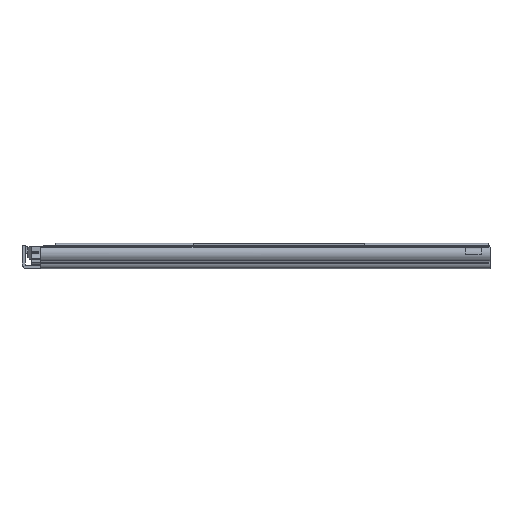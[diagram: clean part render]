
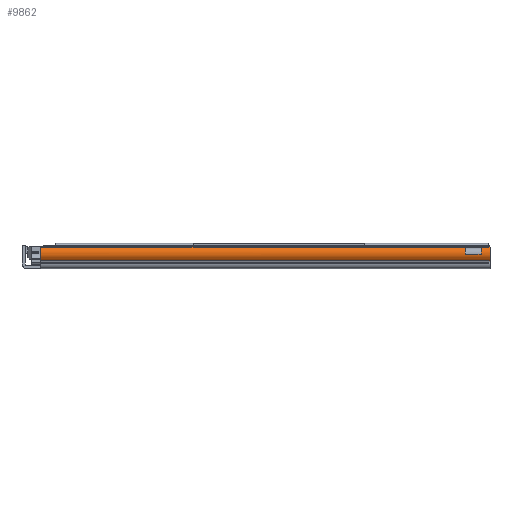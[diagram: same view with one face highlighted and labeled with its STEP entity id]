
A CAD part, left-side view. The second image highlights one B-rep face of the part: STEP entity #9862.
In plain terms, the highlighted cylindrical face has radius 6.5 mm (diameter 13 mm), a partial arc.
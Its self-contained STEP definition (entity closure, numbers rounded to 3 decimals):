
#483=CYLINDRICAL_SURFACE('',#10400,6.5);
#686=FACE_OUTER_BOUND('',#1200,.T.);
#1200=EDGE_LOOP('',(#6655,#6656,#6657,#6658,#6659,#6660,#6661,#6662));
#1787=LINE('',#14259,#2776);
#1805=LINE('',#14315,#2794);
#1806=LINE('',#14319,#2795);
#1807=LINE('',#14322,#2796);
#2776=VECTOR('',#11353,12.);
#2794=VECTOR('',#11407,322.55);
#2795=VECTOR('',#11410,341.3);
#2796=VECTOR('',#11413,6.75);
#3761=CIRCLE('',#10377,6.5);
#3765=CIRCLE('',#10385,6.5);
#3775=CIRCLE('',#10401,6.5);
#3776=CIRCLE('',#10402,6.5);
#4152=VERTEX_POINT('',#14240);
#4153=VERTEX_POINT('',#14241);
#4160=VERTEX_POINT('',#14258);
#4164=VERTEX_POINT('',#14270);
#4180=VERTEX_POINT('',#14314);
#4181=VERTEX_POINT('',#14316);
#4182=VERTEX_POINT('',#14318);
#4183=VERTEX_POINT('',#14320);
#5134=EDGE_CURVE('',#4152,#4153,#3761,.T.);
#5142=EDGE_CURVE('',#4160,#4152,#1787,.T.);
#5148=EDGE_CURVE('',#4164,#4160,#3765,.T.);
#5170=EDGE_CURVE('',#4153,#4180,#1805,.T.);
#5171=EDGE_CURVE('',#4180,#4181,#3775,.T.);
#5172=EDGE_CURVE('',#4182,#4181,#1806,.T.);
#5173=EDGE_CURVE('',#4183,#4182,#3776,.T.);
#5174=EDGE_CURVE('',#4183,#4164,#1807,.T.);
#6655=ORIENTED_EDGE('',*,*,#5134,.T.);
#6656=ORIENTED_EDGE('',*,*,#5170,.T.);
#6657=ORIENTED_EDGE('',*,*,#5171,.T.);
#6658=ORIENTED_EDGE('',*,*,#5172,.F.);
#6659=ORIENTED_EDGE('',*,*,#5173,.F.);
#6660=ORIENTED_EDGE('',*,*,#5174,.T.);
#6661=ORIENTED_EDGE('',*,*,#5148,.T.);
#6662=ORIENTED_EDGE('',*,*,#5142,.T.);
#9862=ADVANCED_FACE('',(#686),#483,.T.);
#10377=AXIS2_PLACEMENT_3D('',#14242,#11337,#11338);
#10385=AXIS2_PLACEMENT_3D('',#14271,#11363,#11364);
#10400=AXIS2_PLACEMENT_3D('',#14313,#11405,#11406);
#10401=AXIS2_PLACEMENT_3D('',#14317,#11408,#11409);
#10402=AXIS2_PLACEMENT_3D('',#14321,#11411,#11412);
#11337=DIRECTION('center_axis',(0.,1.,0.));
#11338=DIRECTION('ref_axis',(0.625,0.,0.781));
#11353=DIRECTION('',(0.,1.,0.));
#11363=DIRECTION('center_axis',(0.,-1.,0.));
#11364=DIRECTION('ref_axis',(0.625,0.,0.781));
#11405=DIRECTION('center_axis',(0.,1.,0.));
#11406=DIRECTION('ref_axis',(0.625,0.,0.781));
#11407=DIRECTION('',(0.,1.,0.));
#11408=DIRECTION('center_axis',(0.,-1.,0.));
#11409=DIRECTION('ref_axis',(0.625,0.,0.781));
#11410=DIRECTION('',(0.,1.,0.));
#11411=DIRECTION('center_axis',(0.,-1.,0.));
#11412=DIRECTION('ref_axis',(0.625,0.,0.781));
#11413=DIRECTION('',(0.,1.,0.));
#14240=CARTESIAN_POINT('',(-37.643,18.75,10.891));
#14241=CARTESIAN_POINT('',(-35.373,18.75,16.141));
#14242=CARTESIAN_POINT('Origin',(-31.15,18.75,11.2));
#14258=CARTESIAN_POINT('',(-37.643,6.75,10.891));
#14259=CARTESIAN_POINT('',(-37.643,0.,10.891));
#14270=CARTESIAN_POINT('',(-35.373,6.75,16.141));
#14271=CARTESIAN_POINT('Origin',(-31.15,6.75,11.2));
#14313=CARTESIAN_POINT('Origin',(-31.15,0.,11.2));
#14314=CARTESIAN_POINT('',(-35.373,341.3,16.141));
#14315=CARTESIAN_POINT('',(-35.373,0.,16.141));
#14316=CARTESIAN_POINT('',(-35.213,341.3,6.126));
#14317=CARTESIAN_POINT('Origin',(-31.15,341.3,11.2));
#14318=CARTESIAN_POINT('',(-35.213,0.,6.126));
#14319=CARTESIAN_POINT('',(-35.213,0.,6.126));
#14320=CARTESIAN_POINT('',(-35.373,0.,16.141));
#14321=CARTESIAN_POINT('Origin',(-31.15,0.,11.2));
#14322=CARTESIAN_POINT('',(-35.373,0.,16.141));
